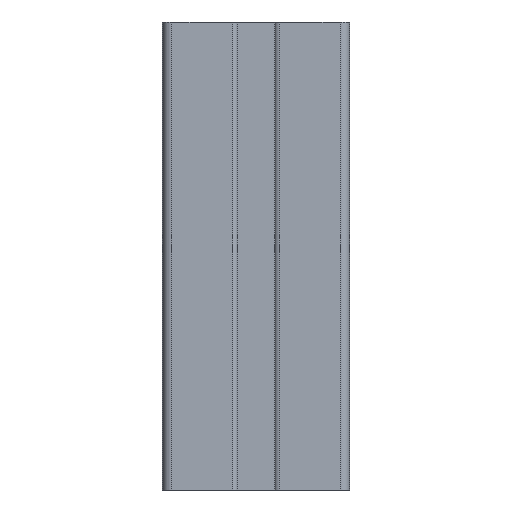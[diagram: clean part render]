
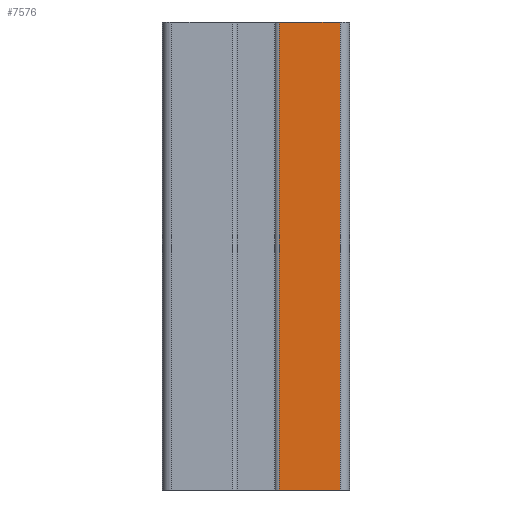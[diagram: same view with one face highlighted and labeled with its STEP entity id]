
A CAD part, left-side view. The second image highlights one B-rep face of the part: STEP entity #7576.
In plain terms, the highlighted planar face has unit normal (-1, 0, 0).
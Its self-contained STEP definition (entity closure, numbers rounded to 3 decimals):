
#228=PLANE('',#8308);
#602=FACE_OUTER_BOUND('',#984,.T.);
#984=EDGE_LOOP('',(#6229,#6230,#6231,#6232));
#1649=LINE('',#12446,#2413);
#1761=LINE('',#12771,#2525);
#1762=LINE('',#12773,#2526);
#1763=LINE('',#12774,#2527);
#2413=VECTOR('',#10181,100.);
#2525=VECTOR('',#10505,13.);
#2526=VECTOR('',#10506,100.);
#2527=VECTOR('',#10507,13.);
#3541=VERTEX_POINT('',#12442);
#3542=VERTEX_POINT('',#12444);
#3649=VERTEX_POINT('',#12770);
#3650=VERTEX_POINT('',#12772);
#4591=EDGE_CURVE('',#3541,#3542,#1649,.T.);
#4753=EDGE_CURVE('',#3649,#3542,#1761,.T.);
#4754=EDGE_CURVE('',#3649,#3650,#1762,.T.);
#4755=EDGE_CURVE('',#3650,#3541,#1763,.T.);
#6229=ORIENTED_EDGE('',*,*,#4591,.T.);
#6230=ORIENTED_EDGE('',*,*,#4753,.F.);
#6231=ORIENTED_EDGE('',*,*,#4754,.T.);
#6232=ORIENTED_EDGE('',*,*,#4755,.T.);
#7576=ADVANCED_FACE('',(#602),#228,.T.);
#8308=AXIS2_PLACEMENT_3D('',#12769,#10503,#10504);
#10181=DIRECTION('',(0.,0.,-1.));
#10503=DIRECTION('center_axis',(-1.,0.,0.));
#10504=DIRECTION('ref_axis',(0.,-1.,0.));
#10505=DIRECTION('',(0.,1.,0.));
#10506=DIRECTION('',(0.,0.,1.));
#10507=DIRECTION('',(0.,1.,0.));
#12442=CARTESIAN_POINT('',(-80.,-5.,100.));
#12444=CARTESIAN_POINT('',(-80.,-5.,0.));
#12446=CARTESIAN_POINT('',(-80.,-5.,0.));
#12769=CARTESIAN_POINT('Origin',(-80.,18.,0.));
#12770=CARTESIAN_POINT('',(-80.,-18.,0.));
#12771=CARTESIAN_POINT('',(-80.,9.,0.));
#12772=CARTESIAN_POINT('',(-80.,-18.,100.));
#12773=CARTESIAN_POINT('',(-80.,-18.,0.));
#12774=CARTESIAN_POINT('',(-80.,9.,100.));
